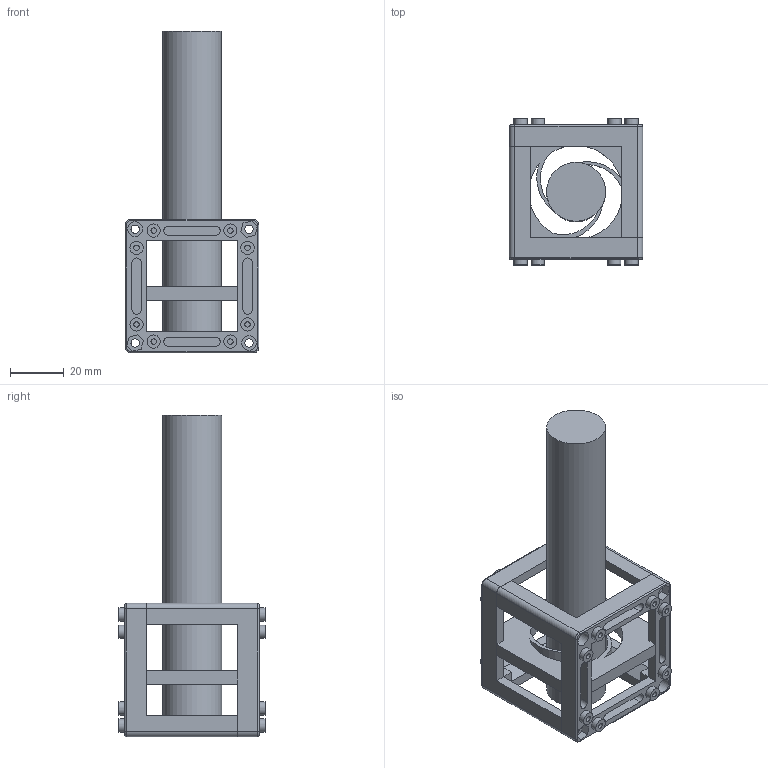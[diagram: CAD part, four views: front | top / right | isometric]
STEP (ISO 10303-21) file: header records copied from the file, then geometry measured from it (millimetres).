
FILE_DESCRIPTION(/* description */ (''),/* implementation_level */ '2;1');
FILE_NAME(/* name */ 'Assembly_Cube_Flashlight_v3.iam.step',/* time_stamp */ '2022-11-29T09:04:26+01:00',/* author */ ('UC2'),/* organization */ (''),/* preprocessor_version */ 'ST-DEVELOPER v18.1',/* originating_system */ 'Autodesk Inventor 2022',/* authorisation */ '');
FILE_SCHEMA (('AUTOMOTIVE_DESIGN { 1 0 10303 214 3 1 1 }'));
Length unit declared in the file: millimetre
Products named in the file (5): Assembly_Cube_Flashlight_v3; 20_Cube_Insert_Holder-okular+flashlight_v3; Assembly_Cube_empty_IM_v3; 10_Cube_1x1_IM; 00_flashlight
Assembly tree (5 placements, depth 3):
  Assembly_Cube_Flashlight_v3
    20_Cube_Insert_Holder-okular+flashlight_v3
    Assembly_Cube_empty_IM_v3
      10_Cube_1x1_IM  x2
    00_flashlight
Bounding box: 49.87 x 54.5 x 120.05 mm (x, y, z)
Volume: 74627 mm3; surface area: 32768.2 mm2
Topology: 4 solids, 4 shells, 341 faces, 827 edges, 546 vertices
Faces by surface type: plane 207, cylinder 126, torus 8
Full cylindrical faces by diameter (mm): 2.05 x16, 3.1 x8, 4.95 x16, 5.5 x4, 22 x1
Entity records: 5726 total; most frequent: DIRECTION 991, CARTESIAN_POINT 956, ORIENTED_EDGE 914, EDGE_CURVE 457, AXIS2_PLACEMENT_3D 337, LINE 317, VECTOR 317, VERTEX_POINT 302
